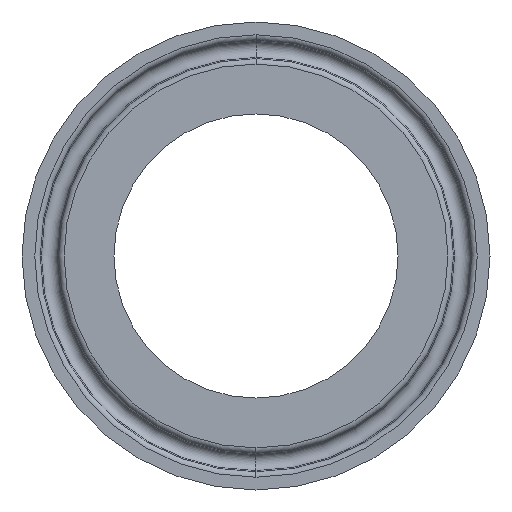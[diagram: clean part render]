
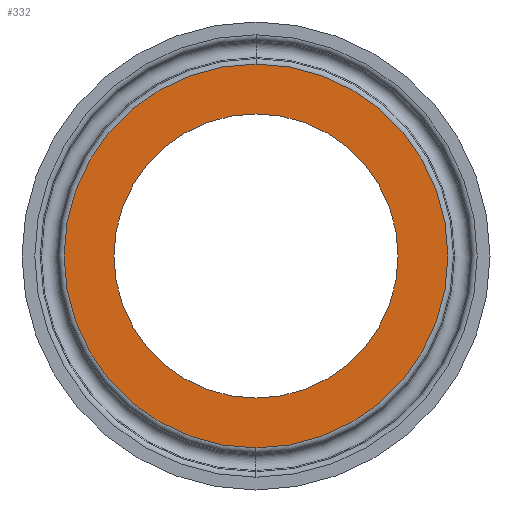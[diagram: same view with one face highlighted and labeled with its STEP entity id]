
A CAD part, left-side view. The second image highlights one B-rep face of the part: STEP entity #332.
In plain terms, the highlighted planar face has unit normal (-1, 0, 0).
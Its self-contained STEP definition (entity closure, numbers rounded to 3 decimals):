
#49 = ORIENTED_EDGE ( 'NONE', *, *, #483, .F. ) ;
#64 = CIRCLE ( 'NONE', #149, 19.43 ) ;
#65 = CARTESIAN_POINT ( 'NONE',  ( 0., 0., 0. ) ) ;
#67 = EDGE_CURVE ( 'NONE', #376, #526, #262, .T. ) ;
#92 = DIRECTION ( 'NONE',  ( 1., 0., 0. ) ) ;
#131 = AXIS2_PLACEMENT_3D ( 'NONE', #291, #240, #572 ) ;
#147 = FACE_BOUND ( 'NONE', #567, .T. ) ;
#149 = AXIS2_PLACEMENT_3D ( 'NONE', #65, #320, #603 ) ;
#155 = FACE_OUTER_BOUND ( 'NONE', #595, .T. ) ;
#183 = ORIENTED_EDGE ( 'NONE', *, *, #67, .F. ) ;
#210 = CARTESIAN_POINT ( 'NONE',  ( 0., 26.247, 0. ) ) ;
#240 = DIRECTION ( 'NONE',  ( -1., 0., 0. ) ) ;
#262 = CIRCLE ( 'NONE', #694, 19.43 ) ;
#268 = PLANE ( 'NONE',  #449 ) ;
#285 = DIRECTION ( 'NONE',  ( 0., 0., 1. ) ) ;
#291 = CARTESIAN_POINT ( 'NONE',  ( 0., 0., 0. ) ) ;
#293 = ORIENTED_EDGE ( 'NONE', *, *, #674, .T. ) ;
#320 = DIRECTION ( 'NONE',  ( -1., 0., 0. ) ) ;
#332 = ADVANCED_FACE ( 'NONE', ( #147, #155 ), #268, .F. ) ;
#368 = DIRECTION ( 'NONE',  ( 0., 0., -1. ) ) ;
#376 = VERTEX_POINT ( 'NONE', #480 ) ;
#388 = VERTEX_POINT ( 'NONE', #596 ) ;
#403 = CARTESIAN_POINT ( 'NONE',  ( 0., 0., 0. ) ) ;
#449 = AXIS2_PLACEMENT_3D ( 'NONE', #210, #92, #368 ) ;
#458 = DIRECTION ( 'NONE',  ( -1., 0., 0. ) ) ;
#480 = CARTESIAN_POINT ( 'NONE',  ( 0., 0., -19.43 ) ) ;
#483 = EDGE_CURVE ( 'NONE', #526, #376, #64, .T. ) ;
#491 = VERTEX_POINT ( 'NONE', #546 ) ;
#514 = EDGE_CURVE ( 'NONE', #388, #491, #527, .T. ) ;
#517 = DIRECTION ( 'NONE',  ( 0., 0., 1. ) ) ;
#526 = VERTEX_POINT ( 'NONE', #626 ) ;
#527 = CIRCLE ( 'NONE', #703, 26.247 ) ;
#546 = CARTESIAN_POINT ( 'NONE',  ( 0., 0., -26.247 ) ) ;
#567 = EDGE_LOOP ( 'NONE', ( #49, #183 ) ) ;
#572 = DIRECTION ( 'NONE',  ( 0., 0., 1. ) ) ;
#595 = EDGE_LOOP ( 'NONE', ( #615, #293 ) ) ;
#596 = CARTESIAN_POINT ( 'NONE',  ( 0., 0., 26.247 ) ) ;
#600 = CIRCLE ( 'NONE', #131, 26.247 ) ;
#603 = DIRECTION ( 'NONE',  ( 0., 0., 1. ) ) ;
#606 = CARTESIAN_POINT ( 'NONE',  ( 0., 0., 0. ) ) ;
#615 = ORIENTED_EDGE ( 'NONE', *, *, #514, .T. ) ;
#626 = CARTESIAN_POINT ( 'NONE',  ( 0., 0., 19.43 ) ) ;
#632 = DIRECTION ( 'NONE',  ( -1., 0., 0. ) ) ;
#674 = EDGE_CURVE ( 'NONE', #491, #388, #600, .T. ) ;
#694 = AXIS2_PLACEMENT_3D ( 'NONE', #606, #458, #285 ) ;
#703 = AXIS2_PLACEMENT_3D ( 'NONE', #403, #632, #517 ) ;
